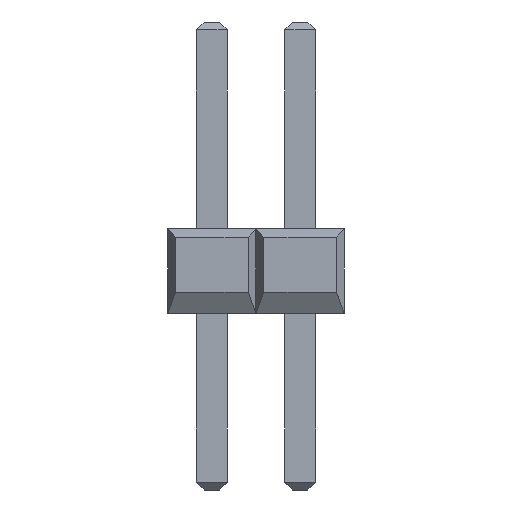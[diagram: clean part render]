
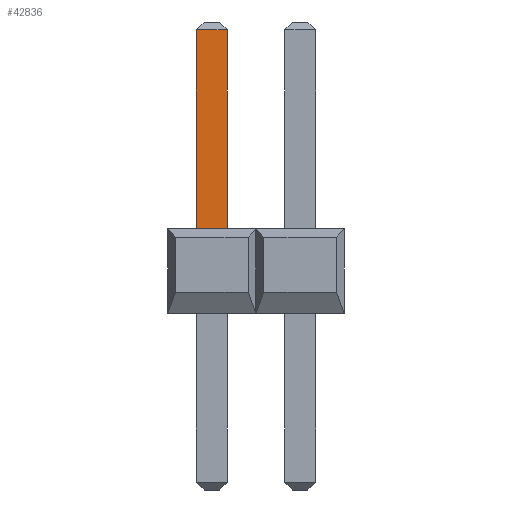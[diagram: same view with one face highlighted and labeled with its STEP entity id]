
A CAD part, left-side view. The second image highlights one B-rep face of the part: STEP entity #42836.
In plain terms, the highlighted planar face has unit normal (-1, 0, 0).
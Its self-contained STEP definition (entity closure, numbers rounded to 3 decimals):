
#42602=CARTESIAN_POINT('',(-0.444,0.444,8.16));
#42601=VERTEX_POINT('',#42602);
#42651=CARTESIAN_POINT('',(-0.444,-0.444,8.16));
#42650=VERTEX_POINT('',#42651);
#42649=EDGE_CURVE('',#42650,#42601,#42654,.T.);
#42654=LINE('',#42651,#42656);
#42656=VECTOR('',#42657,0.889);
#42657=DIRECTION('',(0.0,1.0,0.0));
#42798=CARTESIAN_POINT('',(-0.444,0.444,2.438));
#42797=VERTEX_POINT('',#42798);
#42806=EDGE_CURVE('',#42601,#42797,#42811,.T.);
#42811=LINE('',#42602,#42813);
#42813=VECTOR('',#42814,5.721);
#42814=DIRECTION('',(0.0,0.0,-1.0));
#42836=ADVANCED_FACE('',(#42842),#42837,.T.);
#42837=PLANE('',#42838);
#42838=AXIS2_PLACEMENT_3D('',#42839,#42840,#42841);
#42839=CARTESIAN_POINT('',(-0.444,0.444,2.438));
#42840=DIRECTION('',(-1.0,0.0,0.0));
#42841=DIRECTION('',(0.,0.,1.));
#42842=FACE_OUTER_BOUND('',#42843,.T.);
#42843=EDGE_LOOP('',(#42844,#42854,#42864,#42874));
#42847=CARTESIAN_POINT('',(-0.444,-0.444,2.438));
#42846=VERTEX_POINT('',#42847);
#42845=EDGE_CURVE('',#42846,#42797,#42850,.T.);
#42850=LINE('',#42847,#42852);
#42852=VECTOR('',#42853,0.889);
#42853=DIRECTION('',(0.0,1.0,0.0));
#42844=ORIENTED_EDGE('',*,*,#42845,.F.);
#42855=EDGE_CURVE('',#42650,#42846,#42860,.T.);
#42860=LINE('',#42651,#42862);
#42862=VECTOR('',#42863,5.721);
#42863=DIRECTION('',(0.0,0.0,-1.0));
#42854=ORIENTED_EDGE('',*,*,#42855,.F.);
#42864=ORIENTED_EDGE('',*,*,#42649,.T.);
#42874=ORIENTED_EDGE('',*,*,#42806,.T.);
